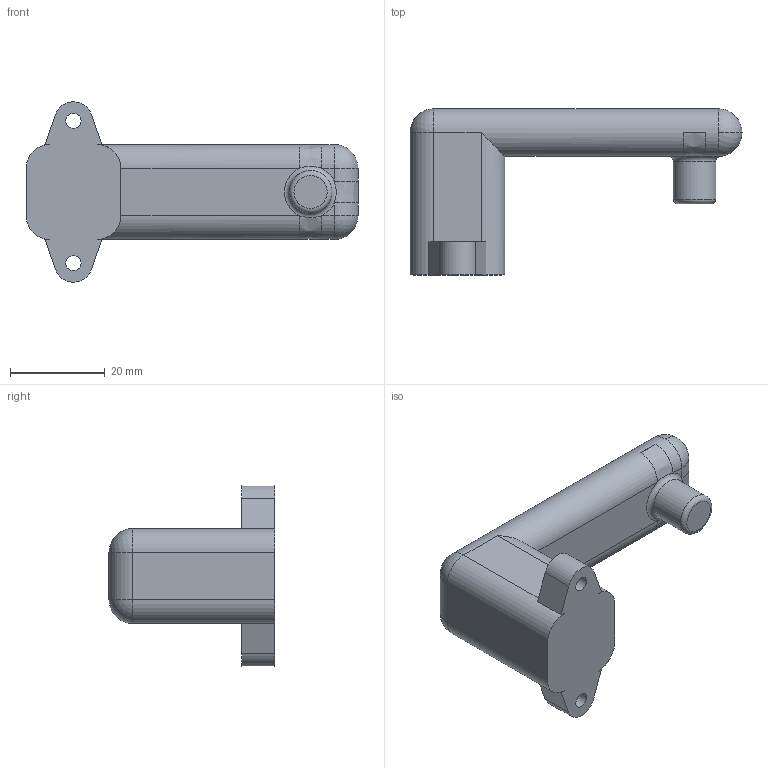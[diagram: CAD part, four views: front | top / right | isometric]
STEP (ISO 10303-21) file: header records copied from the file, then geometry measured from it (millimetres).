
FILE_DESCRIPTION(/* description */ (''),/* implementation_level */ '2;1');
FILE_NAME(/* name */ 'uMule-uchwyt_servo-x1.stp',/* time_stamp */ '2024-10-29T19:11:12+01:00',/* author */ ('owozn'),/* organization */ (''),/* preprocessor_version */ 'ST-DEVELOPER v20',/* originating_system */ 'Autodesk Inventor 2024',/* authorisation */ '');
FILE_SCHEMA (('AUTOMOTIVE_DESIGN { 1 0 10303 214 3 1 1 }'));
Length unit declared in the file: millimetre
Products named in the file (1): uMule-uchwyt_servo
Bounding box: 70 x 35 x 37.97 mm (x, y, z)
Volume: 23337.4 mm3; surface area: 6507.4 mm2
Topology: 1 solids, 1 shells, 45 faces, 125 edges, 97 vertices
Faces by surface type: plane 21, cylinder 13, sphere 6, bspline 3, torus 2
Full cylindrical faces by diameter (mm): 3.2 x2, 9 x1
Entity records: 1555 total; most frequent: CARTESIAN_POINT 368, DIRECTION 244, ORIENTED_EDGE 222, EDGE_CURVE 111, AXIS2_PLACEMENT_3D 93, VERTEX_POINT 68, LINE 58, VECTOR 58
